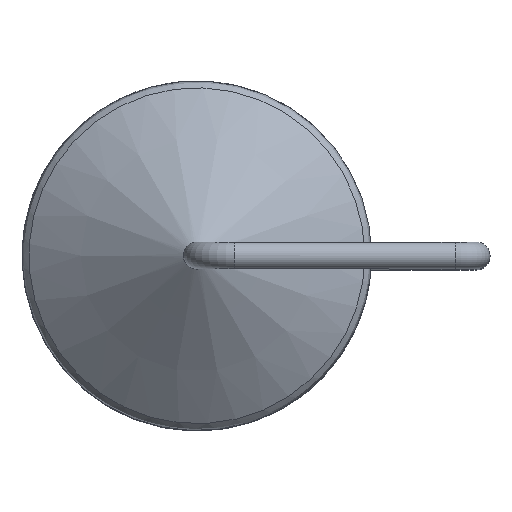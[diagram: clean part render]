
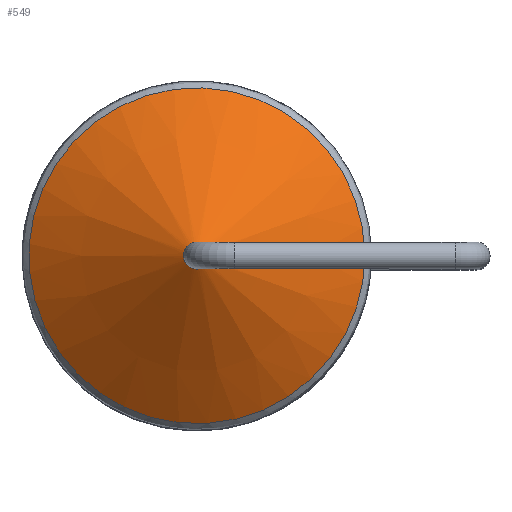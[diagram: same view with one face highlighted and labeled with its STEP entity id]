
A CAD part, top view. The second image highlights one B-rep face of the part: STEP entity #549.
In plain terms, the highlighted conical face has half-angle 55.008 degrees and reference radius 3.25 mm.
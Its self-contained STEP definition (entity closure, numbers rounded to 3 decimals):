
#481 = VERTEX_POINT('',#482);
#482 = CARTESIAN_POINT('',(3.122,0.,11.04));
#488 = EDGE_CURVE('',#481,#481,#489,.T.);
#489 = ( BOUNDED_CURVE() B_SPLINE_CURVE(13,(#490,#491,#492,#493,#494,
    #495,#496,#497,#498,#499,#500,#501,#502,#503),.UNSPECIFIED.,.T.,.F.)
 B_SPLINE_CURVE_WITH_KNOTS((14,14),(0.,20.42)
,.PIECEWISE_BEZIER_KNOTS.) CURVE() GEOMETRIC_REPRESENTATION_ITEM() 
RATIONAL_B_SPLINE_CURVE((1.,1.,1.,1.,1.,
    1.,1.,1.,1.,
1.,1.,1.,1.,1.)) REPRESENTATION_ITEM('') );
#490 = CARTESIAN_POINT('',(3.122,0.,
    11.04));
#491 = CARTESIAN_POINT('',(3.122,1.487,11.04
    ));
#492 = CARTESIAN_POINT('',(2.353,3.009,11.04)
  );
#493 = CARTESIAN_POINT('',(0.772,4.096,11.04
    ));
#494 = CARTESIAN_POINT('',(-1.405,4.263,
    11.04));
#495 = CARTESIAN_POINT('',(-3.285,3.104,
    11.04));
#496 = CARTESIAN_POINT('',(-4.664,1.411,11.04
    ));
#497 = CARTESIAN_POINT('',(-4.664,-1.411,
    11.04));
#498 = CARTESIAN_POINT('',(-3.285,-3.104,
    11.04));
#499 = CARTESIAN_POINT('',(-1.405,-4.263,11.04)
  );
#500 = CARTESIAN_POINT('',(0.772,-4.096,
    11.04));
#501 = CARTESIAN_POINT('',(2.353,-3.009,11.04
    ));
#502 = CARTESIAN_POINT('',(3.122,-1.487,11.04
    ));
#503 = CARTESIAN_POINT('',(3.122,0.,
    11.04));
#549 = ADVANCED_FACE('',(#550),#569,.T.);
#550 = FACE_BOUND('',#551,.T.);
#551 = EDGE_LOOP('',(#552,#553,#561,#568));
#552 = ORIENTED_EDGE('',*,*,#488,.T.);
#553 = ORIENTED_EDGE('',*,*,#554,.T.);
#554 = EDGE_CURVE('',#481,#555,#557,.T.);
#555 = VERTEX_POINT('',#556);
#556 = CARTESIAN_POINT('',(0.25,0.,13.05));
#557 = LINE('',#558,#559);
#558 = CARTESIAN_POINT('',(3.25,0.,10.95));
#559 = VECTOR('',#560,1.);
#560 = DIRECTION('',(-0.819,0.,0.573)
  );
#561 = ORIENTED_EDGE('',*,*,#562,.F.);
#562 = EDGE_CURVE('',#555,#555,#563,.T.);
#563 = CIRCLE('',#564,0.25);
#564 = AXIS2_PLACEMENT_3D('',#565,#566,#567);
#565 = CARTESIAN_POINT('',(0.,0.,13.05));
#566 = DIRECTION('',(0.,0.,1.));
#567 = DIRECTION('',(-1.,0.,0.));
#568 = ORIENTED_EDGE('',*,*,#554,.F.);
#569 = CONICAL_SURFACE('',#570,3.25,0.96);
#570 = AXIS2_PLACEMENT_3D('',#571,#572,#573);
#571 = CARTESIAN_POINT('',(0.,0.,10.95));
#572 = DIRECTION('',(0.,0.,-1.));
#573 = DIRECTION('',(1.,0.,0.));
